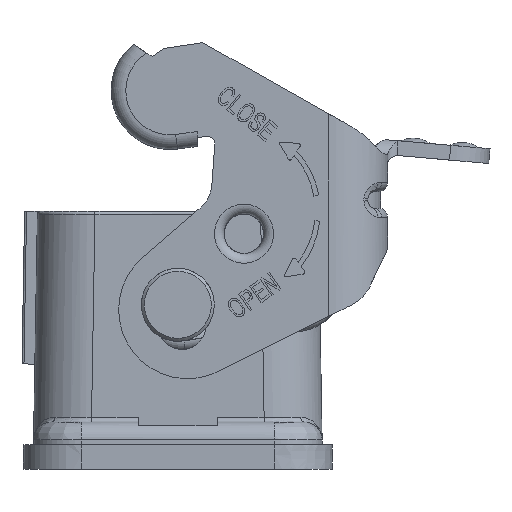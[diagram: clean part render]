
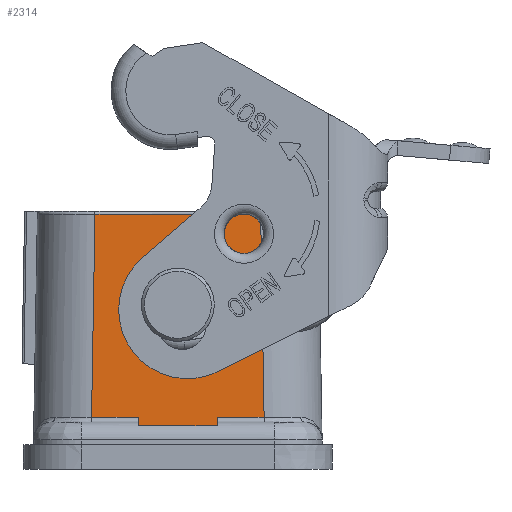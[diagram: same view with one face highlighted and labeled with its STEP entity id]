
A CAD part, front view. The second image highlights one B-rep face of the part: STEP entity #2314.
In plain terms, the highlighted planar face has unit normal (0, -1, 0.017).
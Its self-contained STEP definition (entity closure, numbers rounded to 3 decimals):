
#2314=ADVANCED_FACE('',(#3652,#3653),#3170,.T.);
#3170=PLANE('',#14744);
#3538=ELLIPSE('',#14742,2.2,2.2);
#3539=ELLIPSE('',#14743,1.5,1.5);
#3652=FACE_BOUND('',#3928,.T.);
#3653=FACE_BOUND('',#3929,.T.);
#3928=EDGE_LOOP('',(#4948,#4949,#4950,#4951,#4952,#4953,#4954,#4955));
#3929=EDGE_LOOP('',(#4956,#4957,#4958,#4959));
#4948=ORIENTED_EDGE('',*,*,#10516,.F.);
#4949=ORIENTED_EDGE('',*,*,#10517,.T.);
#4950=ORIENTED_EDGE('',*,*,#10518,.F.);
#4951=ORIENTED_EDGE('',*,*,#10519,.T.);
#4952=ORIENTED_EDGE('',*,*,#10520,.F.);
#4953=ORIENTED_EDGE('',*,*,#10521,.F.);
#4954=ORIENTED_EDGE('',*,*,#10522,.F.);
#4955=ORIENTED_EDGE('',*,*,#10523,.T.);
#4956=ORIENTED_EDGE('',*,*,#10524,.T.);
#4957=ORIENTED_EDGE('',*,*,#10525,.T.);
#4958=ORIENTED_EDGE('',*,*,#10526,.T.);
#4959=ORIENTED_EDGE('',*,*,#10527,.T.);
#9144=VERTEX_POINT('',#19887);
#9145=VERTEX_POINT('',#19888);
#9146=VERTEX_POINT('',#19890);
#9147=VERTEX_POINT('',#19892);
#9148=VERTEX_POINT('',#19894);
#9149=VERTEX_POINT('',#19896);
#9150=VERTEX_POINT('',#19898);
#9151=VERTEX_POINT('',#19900);
#9152=VERTEX_POINT('',#19903);
#9153=VERTEX_POINT('',#19904);
#9154=VERTEX_POINT('',#19906);
#9155=VERTEX_POINT('',#19908);
#10516=EDGE_CURVE('',#9144,#9145,#12612,.T.);
#10517=EDGE_CURVE('',#9144,#9146,#12613,.T.);
#10518=EDGE_CURVE('',#9147,#9146,#12614,.T.);
#10519=EDGE_CURVE('',#9147,#9148,#12615,.T.);
#10520=EDGE_CURVE('',#9149,#9148,#12616,.T.);
#10521=EDGE_CURVE('',#9150,#9149,#12617,.T.);
#10522=EDGE_CURVE('',#9151,#9150,#12618,.T.);
#10523=EDGE_CURVE('',#9151,#9145,#12619,.T.);
#10524=EDGE_CURVE('',#9152,#9153,#3538,.T.);
#10525=EDGE_CURVE('',#9153,#9154,#12620,.T.);
#10526=EDGE_CURVE('',#9154,#9155,#3539,.T.);
#10527=EDGE_CURVE('',#9155,#9152,#12621,.T.);
#12612=LINE('',#19886,#13667);
#12613=LINE('',#19889,#13668);
#12614=LINE('',#19891,#13669);
#12615=LINE('',#19893,#13670);
#12616=LINE('',#19895,#13671);
#12617=LINE('',#19897,#13672);
#12618=LINE('',#19899,#13673);
#12619=LINE('',#19901,#13674);
#12620=LINE('',#19905,#13675);
#12621=LINE('',#19909,#13676);
#13667=VECTOR('',#16103,1.);
#13668=VECTOR('',#16104,1.);
#13669=VECTOR('',#16105,1.);
#13670=VECTOR('',#16106,1.);
#13671=VECTOR('',#16107,1.);
#13672=VECTOR('',#16108,1.);
#13673=VECTOR('',#16109,1.);
#13674=VECTOR('',#16110,1.);
#13675=VECTOR('',#16113,1.);
#13676=VECTOR('',#16116,1.);
#14742=AXIS2_PLACEMENT_3D('',#19902,#16111,#16112);
#14743=AXIS2_PLACEMENT_3D('',#19907,#16114,#16115);
#14744=AXIS2_PLACEMENT_3D('',#19910,#16117,#16118);
#16103=DIRECTION('',(1.,0.,0.));
#16104=DIRECTION('',(-0.017,-0.017,-1.));
#16105=DIRECTION('',(-1.,0.,0.));
#16106=DIRECTION('',(0.,-0.017,-1.));
#16107=DIRECTION('',(-1.,0.,0.));
#16108=DIRECTION('',(0.,-0.017,-1.));
#16109=DIRECTION('',(-1.,0.,0.));
#16110=DIRECTION('',(-0.017,0.017,1.));
#16111=DIRECTION('',(0.,1.,-0.017));
#16112=DIRECTION('',(0.,0.017,1.));
#16113=DIRECTION('',(1.,0.,0.));
#16114=DIRECTION('',(0.,1.,-0.017));
#16115=DIRECTION('',(0.,0.017,1.));
#16116=DIRECTION('',(1.,0.,0.));
#16117=DIRECTION('',(0.,-1.,0.017));
#16118=DIRECTION('',(0.,-0.017,-1.));
#19886=CARTESIAN_POINT('',(-8.408,-31.207,24.554));
#19887=CARTESIAN_POINT('',(-8.408,-31.207,24.554));
#19888=CARTESIAN_POINT('',(8.408,-31.207,24.554));
#19889=CARTESIAN_POINT('',(-8.408,-31.207,24.554));
#19890=CARTESIAN_POINT('',(-8.759,-31.557,3.941));
#19891=CARTESIAN_POINT('',(-4.,-31.557,3.941));
#19892=CARTESIAN_POINT('',(-4.,-31.557,3.941));
#19893=CARTESIAN_POINT('',(-4.,-31.557,3.941));
#19894=CARTESIAN_POINT('',(-4.,-31.572,3.05));
#19895=CARTESIAN_POINT('',(4.,-31.572,3.05));
#19896=CARTESIAN_POINT('',(4.,-31.572,3.05));
#19897=CARTESIAN_POINT('',(4.,-31.557,3.941));
#19898=CARTESIAN_POINT('',(4.,-31.557,3.941));
#19899=CARTESIAN_POINT('',(8.759,-31.557,3.941));
#19900=CARTESIAN_POINT('',(8.759,-31.557,3.941));
#19901=CARTESIAN_POINT('',(8.759,-31.557,3.941));
#19902=CARTESIAN_POINT('',(0.,-31.363,15.349));
#19903=CARTESIAN_POINT('',(2.13,-31.373,14.798));
#19904=CARTESIAN_POINT('',(-2.13,-31.373,14.798));
#19905=CARTESIAN_POINT('',(-14.762,-31.373,14.798));
#19906=CARTESIAN_POINT('',(-1.395,-31.373,14.798));
#19907=CARTESIAN_POINT('',(0.,-31.363,15.349));
#19908=CARTESIAN_POINT('',(1.395,-31.373,14.798));
#19909=CARTESIAN_POINT('',(-14.762,-31.373,14.798));
#19910=CARTESIAN_POINT('',(-14.762,-31.561,3.697));
